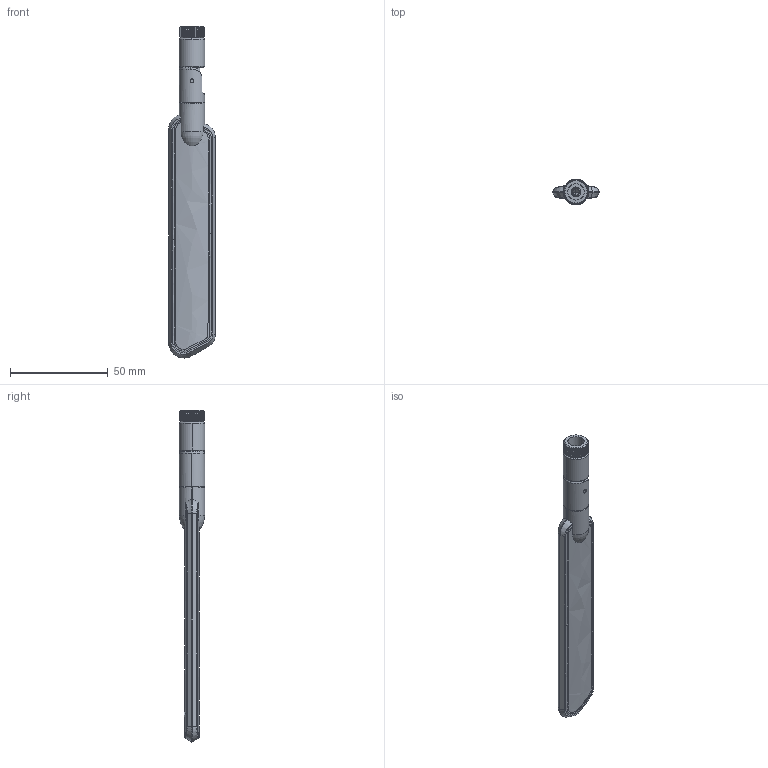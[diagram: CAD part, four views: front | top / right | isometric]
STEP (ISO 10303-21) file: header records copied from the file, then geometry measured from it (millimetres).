
FILE_DESCRIPTION (( 'STEP AP214' ), '1' );
FILE_NAME ('組合件12.STEP', '2019-07-12T07:13:31', ( '' ), ( '' ), 'SwSTEP 2.0', 'SolidWorks 2017', '' );
FILE_SCHEMA (( 'AUTOMOTIVE_DESIGN' ));
Length unit declared in the file: millimetre
Products named in the file (2): 組合件12
Bounding box: 23.88 x 13.1 x 169.93 mm (x, y, z)
Surface area: 12097.7 mm2 (no closed solid volume)
Topology: 0 solids, 6 shells, 267 faces, 997 edges, 720 vertices
Faces by surface type: plane 108, cylinder 96, bspline 43, cone 18, torus 2
Entity records: 67875 total; most frequent: CARTESIAN_POINT 57333, ORIENTED_EDGE 1734, DIRECTION 1243, EDGE_CURVE 995, VERTEX_POINT 720, AXIS2_PLACEMENT_3D 448, B_SPLINE_CURVE_WITH_KNOTS 407, VECTOR 347
